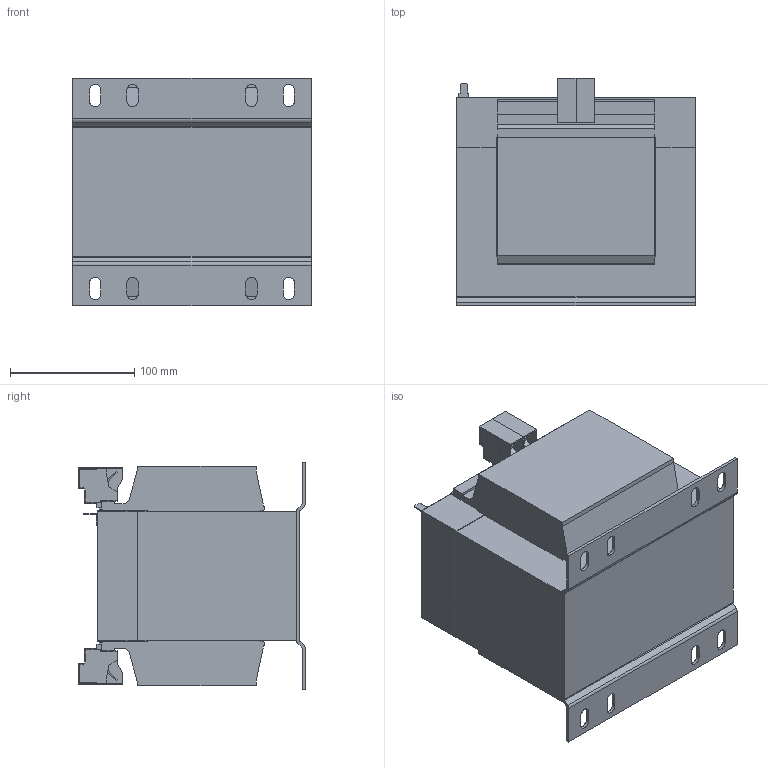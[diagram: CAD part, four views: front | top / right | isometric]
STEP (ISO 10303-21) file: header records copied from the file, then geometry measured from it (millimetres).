
FILE_DESCRIPTION (( 'STEP AP214' ), '1' );
FILE_NAME ('189925.STEP', '2023-08-15T09:17:57', ( '' ), ( '' ), 'SwSTEP 2.0', 'SolidWorks 2018', '' );
FILE_SCHEMA (( 'AUTOMOTIVE_DESIGN' ));
Length unit declared in the file: millimetre
Products named in the file (1): 189925
Bounding box: 192 x 182.62 x 183 mm (x, y, z)
Volume: 4268681.2 mm3; surface area: 286338.3 mm2
Topology: 1 solids, 1 shells, 334 faces, 1040 edges, 704 vertices
Faces by surface type: plane 278, cylinder 56
Entity records: 11566 total; most frequent: ORIENTED_EDGE 2080, CARTESIAN_POINT 2079, DIRECTION 1822, EDGE_CURVE 1040, VECTOR 928, LINE 928, VERTEX_POINT 704, AXIS2_PLACEMENT_3D 447
